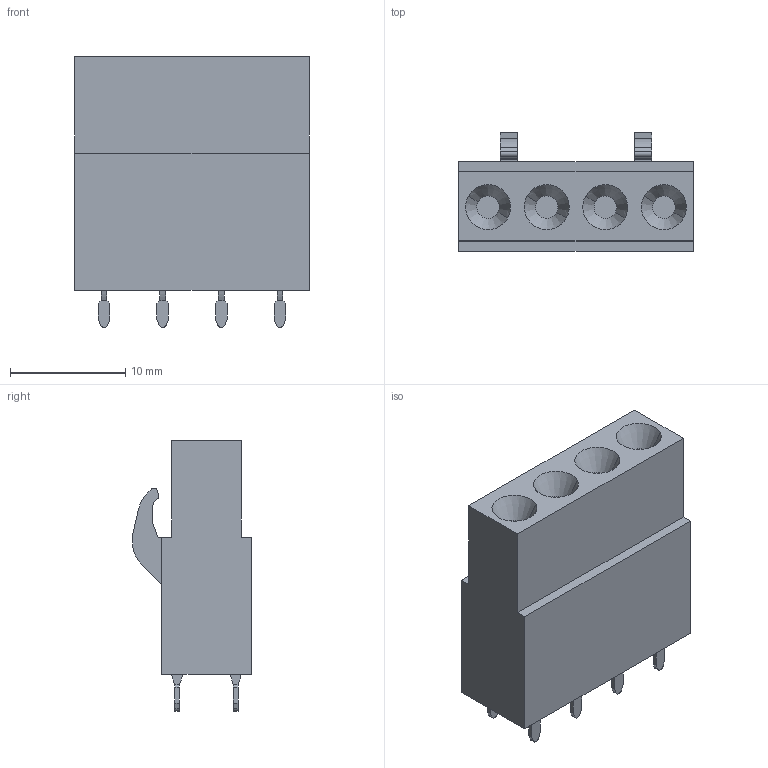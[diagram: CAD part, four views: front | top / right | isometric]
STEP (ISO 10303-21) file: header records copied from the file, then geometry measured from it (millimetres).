
FILE_DESCRIPTION(('CATIA V5 STEP','CAx-IF Rec.Pracs.--- Model Styling and Organization---1.2---2011-12-15'),'2;1');
FILE_NAME ('D1453892_0', '2018-09-01T02:48:25+00:00', ('none'), ('Weidmueller'), 'CATIA Version 5-6 Release 2014', 'CATIA V5 STEP AP214', 'none');
FILE_SCHEMA(('AUTOMOTIVE_DESIGN { 1 0 10303 214 1 1 1 1 }'));
Length unit declared in the file: millimetre
Products named in the file (1): 1630730000
Bounding box: 20.32 x 10.28 x 23.45 mm (x, y, z)
Volume: 2883.9 mm3; surface area: 1646.1 mm2
Topology: 9 solids, 9 shells, 234 faces, 558 edges, 356 vertices
Faces by surface type: plane 188, cylinder 38, cone 8
Entity records: 6184 total; most frequent: ORIENTED_EDGE 1116, CARTESIAN_POINT 1070, DIRECTION 868, EDGE_CURVE 558, VECTOR 466, LINE 466, VERTEX_POINT 356, AXIS2_PLACEMENT_3D 248
